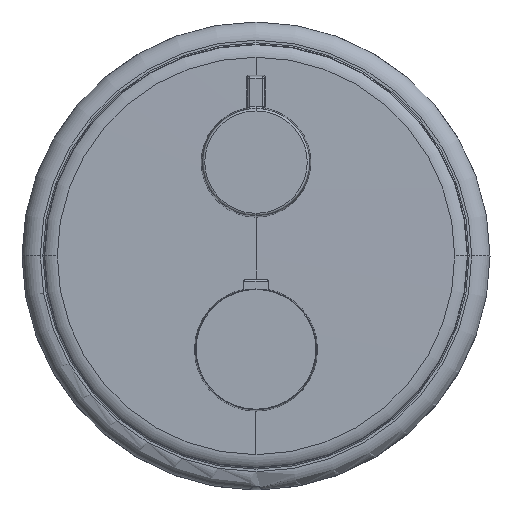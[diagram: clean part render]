
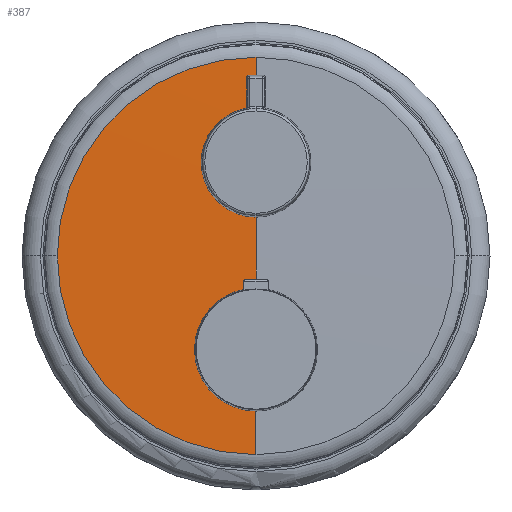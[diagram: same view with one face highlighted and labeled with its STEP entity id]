
A CAD part, top view. The second image highlights one B-rep face of the part: STEP entity #387.
In plain terms, the highlighted spherical face has radius 9200.56 mm.
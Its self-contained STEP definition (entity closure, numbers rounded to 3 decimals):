
#52 = CIRCLE ( 'NONE', #300, 74.298 ) ;
#295 = EDGE_LOOP ( 'NONE', ( #2318, #1239, #2742, #1388 ) ) ;
#300 = AXIS2_PLACEMENT_3D ( 'NONE', #333, #1541, #3362 ) ;
#333 = CARTESIAN_POINT ( 'NONE',  ( 0., 0., 11.5 ) ) ;
#366 = EDGE_CURVE ( 'NONE', #1180, #508, #52, .T. ) ;
#387 = ADVANCED_FACE ( 'NONE', ( #3312 ), #607, .T. ) ;
#414 = CIRCLE ( 'NONE', #1445, 9200.556 ) ;
#477 = VERTEX_POINT ( 'NONE', #2867 ) ;
#508 = VERTEX_POINT ( 'NONE', #2355 ) ;
#541 = DIRECTION ( 'NONE',  ( 0., 0., 1. ) ) ;
#607 = SPHERICAL_SURFACE ( 'NONE', #1032, 9200.556 ) ;
#794 = EDGE_CURVE ( 'NONE', #477, #3285, #1243, .T. ) ;
#1031 = DIRECTION ( 'NONE',  ( -1., 0., 0. ) ) ;
#1032 = AXIS2_PLACEMENT_3D ( 'NONE', #2585, #1031, #1295 ) ;
#1180 = VERTEX_POINT ( 'NONE', #2897 ) ;
#1239 = ORIENTED_EDGE ( 'NONE', *, *, #794, .T. ) ;
#1243 = CIRCLE ( 'NONE', #1657, 9200.556 ) ;
#1295 = DIRECTION ( 'NONE',  ( 0., 1., 0. ) ) ;
#1335 = DIRECTION ( 'NONE',  ( 1., 0., 0. ) ) ;
#1360 = CIRCLE ( 'NONE', #1745, 74.298 ) ;
#1388 = ORIENTED_EDGE ( 'NONE', *, *, #366, .T. ) ;
#1415 = DIRECTION ( 'NONE',  ( -1., 0., 0. ) ) ;
#1445 = AXIS2_PLACEMENT_3D ( 'NONE', #2885, #1335, #3142 ) ;
#1541 = DIRECTION ( 'NONE',  ( 0., 0., 1. ) ) ;
#1657 = AXIS2_PLACEMENT_3D ( 'NONE', #2971, #1415, #3242 ) ;
#1745 = AXIS2_PLACEMENT_3D ( 'NONE', #2105, #541, #2371 ) ;
#1848 = CARTESIAN_POINT ( 'NONE',  ( 0., 0., 11.8 ) ) ;
#2105 = CARTESIAN_POINT ( 'NONE',  ( 0., 0., 11.5 ) ) ;
#2140 = EDGE_CURVE ( 'NONE', #1180, #3285, #414, .T. ) ;
#2318 = ORIENTED_EDGE ( 'NONE', *, *, #2788, .T. ) ;
#2355 = CARTESIAN_POINT ( 'NONE',  ( -74.298, 0., 11.5 ) ) ;
#2371 = DIRECTION ( 'NONE',  ( 1., 0., 0. ) ) ;
#2585 = CARTESIAN_POINT ( 'NONE',  ( 0., 0., -9188.756 ) ) ;
#2742 = ORIENTED_EDGE ( 'NONE', *, *, #2140, .F. ) ;
#2788 = EDGE_CURVE ( 'NONE', #508, #477, #1360, .T. ) ;
#2867 = CARTESIAN_POINT ( 'NONE',  ( 0., -74.298, 11.5 ) ) ;
#2885 = CARTESIAN_POINT ( 'NONE',  ( 0., 0., -9188.756 ) ) ;
#2897 = CARTESIAN_POINT ( 'NONE',  ( 0., 74.298, 11.5 ) ) ;
#2971 = CARTESIAN_POINT ( 'NONE',  ( 0., 0., -9188.756 ) ) ;
#3142 = DIRECTION ( 'NONE',  ( 0., 0., -1. ) ) ;
#3242 = DIRECTION ( 'NONE',  ( 0., -1., 0. ) ) ;
#3285 = VERTEX_POINT ( 'NONE', #1848 ) ;
#3312 = FACE_OUTER_BOUND ( 'NONE', #295, .T. ) ;
#3362 = DIRECTION ( 'NONE',  ( 1., 0., 0. ) ) ;
